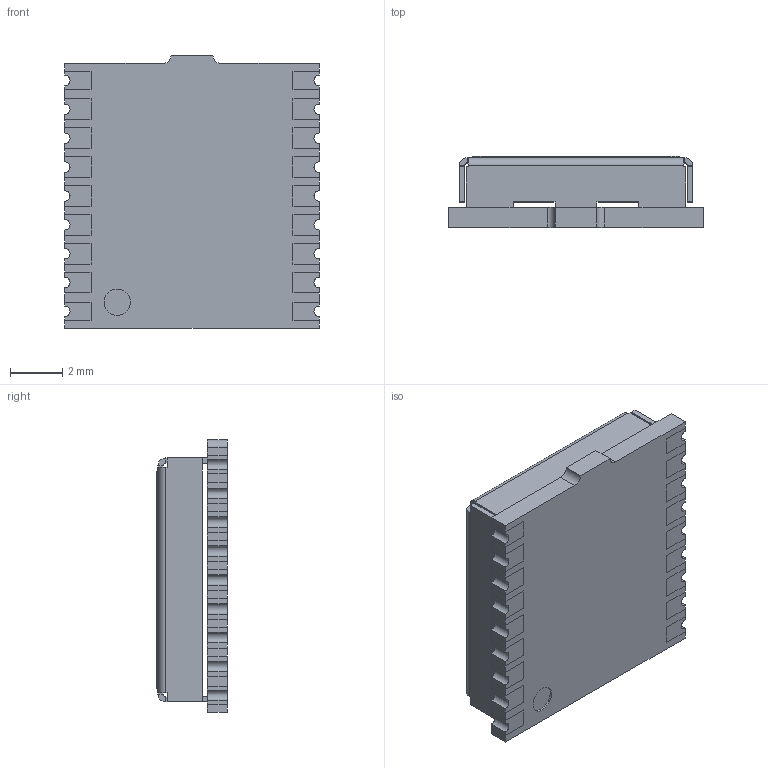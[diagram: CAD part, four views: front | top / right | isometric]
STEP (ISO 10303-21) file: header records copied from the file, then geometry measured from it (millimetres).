
FILE_DESCRIPTION (( 'STEP AP214' ), '1' );
FILE_NAME ('MAX-M10S-00B.STEP', '2024-04-13T05:40:39', ( '' ), ( '' ), 'SwSTEP 2.0', 'SolidWorks 2021', '' );
FILE_SCHEMA (( 'AUTOMOTIVE_DESIGN' ));
Length unit declared in the file: millimetre
Products named in the file (1): MAX-M10S-00B
Bounding box: 9.7 x 2.7 x 10.4 mm (x, y, z)
Volume: 104 mm3; surface area: 717.7 mm2
Topology: 23 solids, 23 shells, 399 faces, 1024 edges, 672 vertices
Faces by surface type: plane 359, cylinder 40
Entity records: 12118 total; most frequent: CARTESIAN_POINT 2096, ORIENTED_EDGE 2048, DIRECTION 1904, EDGE_CURVE 1024, VECTOR 944, LINE 944, VERTEX_POINT 672, AXIS2_PLACEMENT_3D 480
